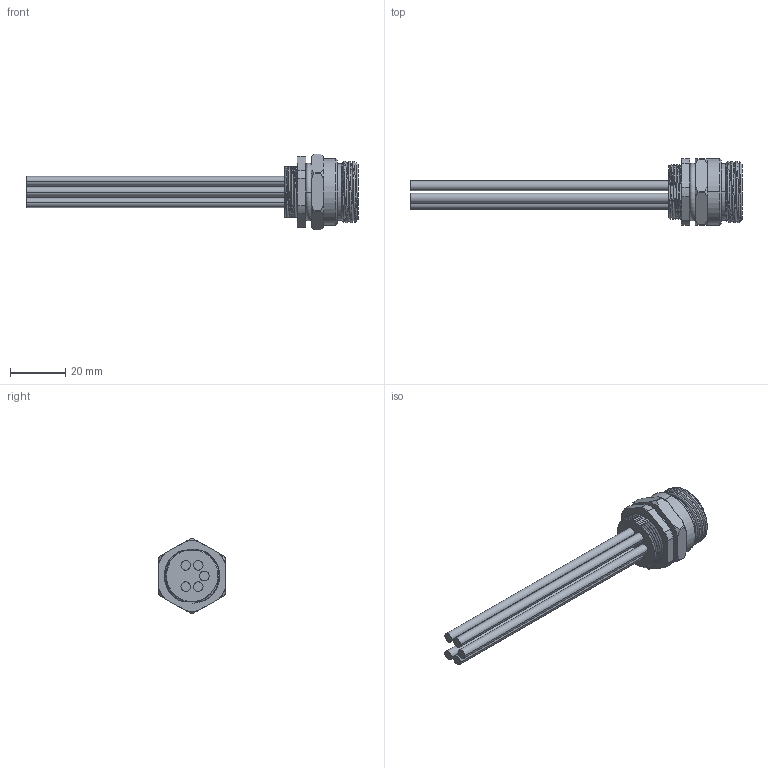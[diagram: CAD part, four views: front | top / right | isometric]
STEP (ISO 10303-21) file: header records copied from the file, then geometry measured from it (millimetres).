
FILE_DESCRIPTION((''),'2;1');
FILE_NAME('FMZ52-M-M20_ASM','2019-02-27T',('Dell'),(''),'CREO PARAMETRIC BY PTC INC, 2017020','CREO PARAMETRIC BY PTC INC, 2017020','');
FILE_SCHEMA(('CONFIG_CONTROL_DESIGN'));
Length unit declared in the file: millimetre
Products named in the file (1): FMZ52-M-M20_ASM
Bounding box: 120.5 x 24 x 27.5 mm (x, y, z)
Volume: 12957.1 mm3; surface area: 11966.1 mm2
Topology: 1 solids, 13 shells, 307 faces, 750 edges, 487 vertices
Faces by surface type: cylinder 125, plane 85, bspline 43, cone 42, sphere 10, torus 2
Entity records: 12671 total; most frequent: CARTESIAN_POINT 5703, ORIENTED_EDGE 1480, DIRECTION 1341, EDGE_CURVE 740, AXIS2_PLACEMENT_3D 557, VERTEX_POINT 487, EDGE_LOOP 355, FACE_OUTER_BOUND 306
